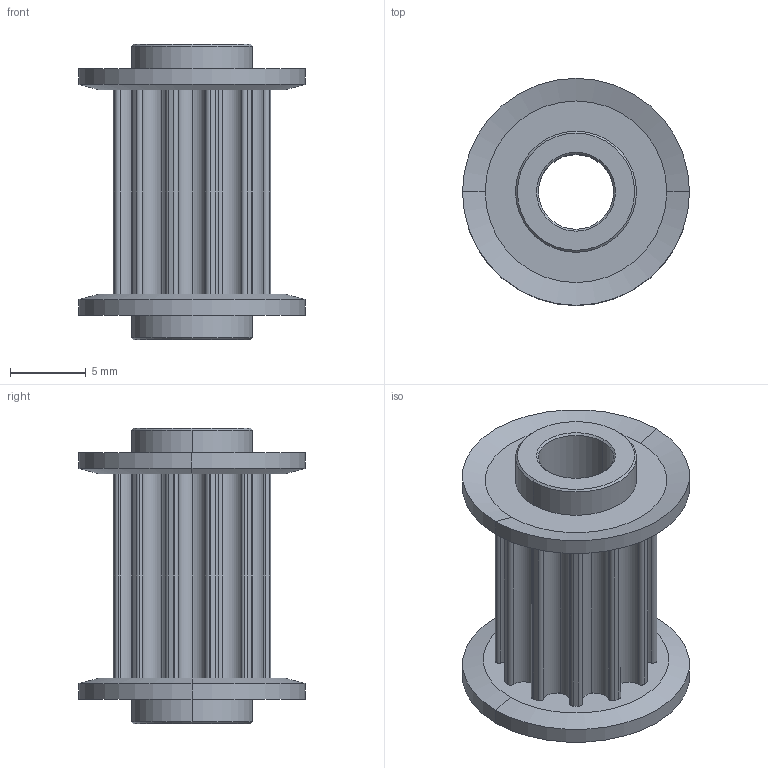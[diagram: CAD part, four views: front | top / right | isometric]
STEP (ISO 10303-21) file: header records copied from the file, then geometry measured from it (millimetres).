
FILE_DESCRIPTION (( 'STEP AP214' ), '1' );
FILE_NAME ('WCP-0616.step', '2023-05-23T21:39:11', ( '' ), ( '' ), 'SwSTEP 2.0', 'SolidWorks 2022', '' );
FILE_SCHEMA (( 'AUTOMOTIVE_DESIGN' ));
Length unit declared in the file: inch
Products named in the file (1): WCP-0616
Bounding box: 15 x 15 x 19.5 mm (x, y, z)
Volume: 1068.5 mm3; surface area: 1878.9 mm2
Topology: 3 solids, 3 shells, 111 faces, 293 edges, 190 vertices
Faces by surface type: cylinder 87, cone 16, plane 8
Entity records: 3603 total; most frequent: DIRECTION 707, CARTESIAN_POINT 595, ORIENTED_EDGE 586, AXIS2_PLACEMENT_3D 302, EDGE_CURVE 293, CIRCLE 190, VERTEX_POINT 190, EDGE_LOOP 119
